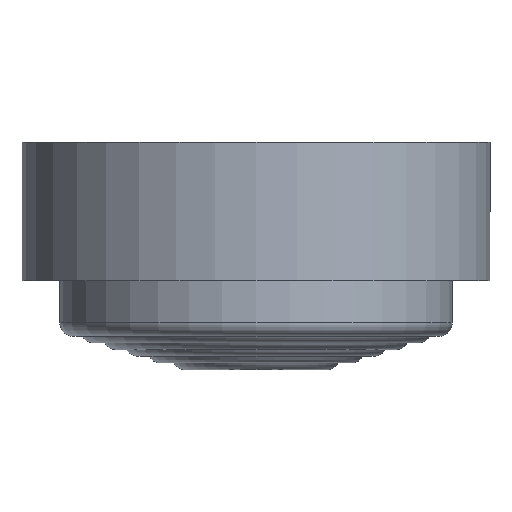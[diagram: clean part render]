
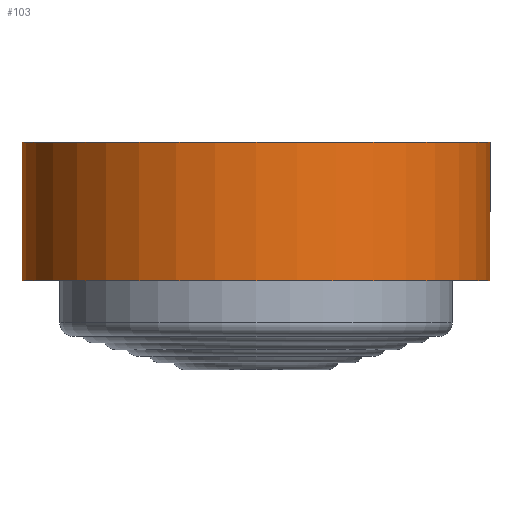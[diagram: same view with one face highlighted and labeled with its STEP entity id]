
A CAD part, front view. The second image highlights one B-rep face of the part: STEP entity #103.
In plain terms, the highlighted cylindrical face has radius 52.5 mm (diameter 105 mm), a partial arc.
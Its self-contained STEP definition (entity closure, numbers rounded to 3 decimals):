
#103 = ADVANCED_FACE ( 'NONE', ( #1287 ), #3878, .T. ) ;
#126 = EDGE_CURVE ( 'NONE', #394, #2662, #1416, .T. ) ;
#237 = CARTESIAN_POINT ( 'NONE',  ( -97.5, 595., 31. ) ) ;
#307 = VERTEX_POINT ( 'NONE', #3377 ) ;
#317 = CARTESIAN_POINT ( 'NONE',  ( -150., 595., 1. ) ) ;
#394 = VERTEX_POINT ( 'NONE', #2329 ) ;
#480 = LINE ( 'NONE', #2856, #1667 ) ;
#607 = DIRECTION ( 'NONE',  ( 1., 0., 0. ) ) ;
#738 = CARTESIAN_POINT ( 'NONE',  ( -150., 595., 31. ) ) ;
#797 = EDGE_CURVE ( 'NONE', #307, #2303, #3798, .T. ) ;
#858 = AXIS2_PLACEMENT_3D ( 'NONE', #940, #2285, #607 ) ;
#911 = VECTOR ( 'NONE', #1493, 1000. ) ;
#940 = CARTESIAN_POINT ( 'NONE',  ( -150., 595., 0. ) ) ;
#1002 = ORIENTED_EDGE ( 'NONE', *, *, #2751, .F. ) ;
#1287 = FACE_OUTER_BOUND ( 'NONE', #3424, .T. ) ;
#1298 = ORIENTED_EDGE ( 'NONE', *, *, #126, .T. ) ;
#1416 = CIRCLE ( 'NONE', #858, 52.5 ) ;
#1493 = DIRECTION ( 'NONE',  ( 0., 0., -1. ) ) ;
#1667 = VECTOR ( 'NONE', #2494, 1000. ) ;
#1737 = AXIS2_PLACEMENT_3D ( 'NONE', #738, #2085, #3381 ) ;
#1839 = AXIS2_PLACEMENT_3D ( 'NONE', #317, #3529, #2554 ) ;
#2085 = DIRECTION ( 'NONE',  ( 0., 0., 1. ) ) ;
#2177 = ORIENTED_EDGE ( 'NONE', *, *, #797, .F. ) ;
#2201 = EDGE_CURVE ( 'NONE', #307, #394, #2477, .T. ) ;
#2217 = CARTESIAN_POINT ( 'NONE',  ( -202.5, 595., 1. ) ) ;
#2218 = ORIENTED_EDGE ( 'NONE', *, *, #2201, .T. ) ;
#2285 = DIRECTION ( 'NONE',  ( 0., 0., 1. ) ) ;
#2303 = VERTEX_POINT ( 'NONE', #237 ) ;
#2329 = CARTESIAN_POINT ( 'NONE',  ( -202.5, 595., 0. ) ) ;
#2444 = CARTESIAN_POINT ( 'NONE',  ( -97.5, 595., 0. ) ) ;
#2477 = LINE ( 'NONE', #2217, #911 ) ;
#2494 = DIRECTION ( 'NONE',  ( 0., 0., -1. ) ) ;
#2554 = DIRECTION ( 'NONE',  ( -1., 0., 0. ) ) ;
#2662 = VERTEX_POINT ( 'NONE', #2444 ) ;
#2751 = EDGE_CURVE ( 'NONE', #2303, #2662, #480, .T. ) ;
#2856 = CARTESIAN_POINT ( 'NONE',  ( -97.5, 595., 1. ) ) ;
#3377 = CARTESIAN_POINT ( 'NONE',  ( -202.5, 595., 31. ) ) ;
#3381 = DIRECTION ( 'NONE',  ( 1., 0., 0. ) ) ;
#3424 = EDGE_LOOP ( 'NONE', ( #1002, #2177, #2218, #1298 ) ) ;
#3529 = DIRECTION ( 'NONE',  ( 0., 0., -1. ) ) ;
#3798 = CIRCLE ( 'NONE', #1737, 52.5 ) ;
#3878 = CYLINDRICAL_SURFACE ( 'NONE', #1839, 52.5 ) ;
